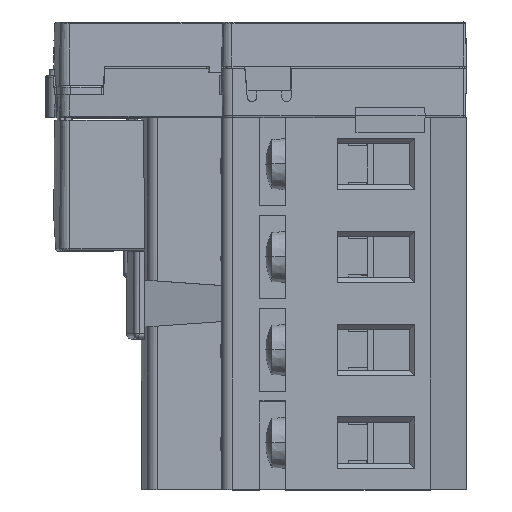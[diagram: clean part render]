
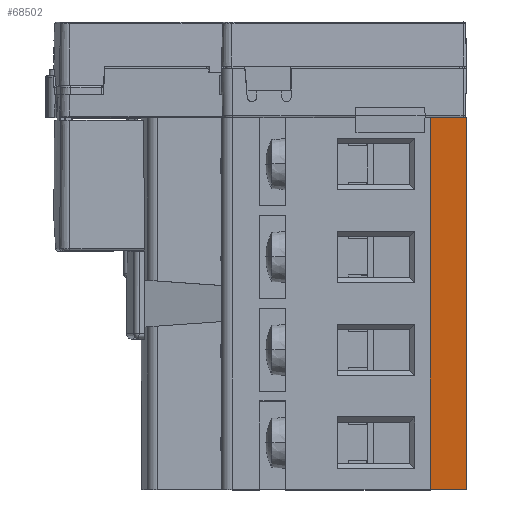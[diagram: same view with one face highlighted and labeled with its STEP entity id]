
A CAD part, top view. The second image highlights one B-rep face of the part: STEP entity #68502.
In plain terms, the highlighted planar face has unit normal (0.866, 0, 0.5).
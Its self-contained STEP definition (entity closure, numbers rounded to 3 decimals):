
#3052=DIRECTION('',(-0.5,0.,0.866));
#3053=VECTOR('',#3052,0.888);
#3054=CARTESIAN_POINT('',(38.4,0.,31.626));
#3055=LINE('',#3054,#3053);
#3329=DIRECTION('',(-0.5,0.,0.866));
#3330=VECTOR('',#3329,12.812);
#3331=CARTESIAN_POINT('',(37.956,0.,32.394));
#3332=LINE('',#3331,#3330);
#3395=DIRECTION('',(0.,1.,0.));
#3396=VECTOR('',#3395,72.);
#3397=CARTESIAN_POINT('',(31.4,-72.,43.75));
#3398=LINE('',#3397,#3396);
#3399=DIRECTION('',(0.,1.,0.));
#3400=VECTOR('',#3399,72.);
#3401=CARTESIAN_POINT('',(38.4,-72.,31.626));
#3402=LINE('',#3401,#3400);
#3448=DIRECTION('',(0.5,0.,-0.866));
#3449=VECTOR('',#3448,14.);
#3450=CARTESIAN_POINT('',(31.4,-72.,43.75));
#3451=LINE('',#3450,#3449);
#6956=DIRECTION('',(-0.5,0.,0.866));
#6957=VECTOR('',#6956,0.3);
#6958=CARTESIAN_POINT('',(31.55,0.,43.49));
#6959=LINE('',#6958,#6957);
#61248=CARTESIAN_POINT('',(38.4,0.,31.626));
#61249=VERTEX_POINT('',#61248);
#61298=CARTESIAN_POINT('',(31.4,-72.,43.75));
#61299=CARTESIAN_POINT('',(31.4,0.,43.75));
#61300=VERTEX_POINT('',#61298);
#61301=VERTEX_POINT('',#61299);
#61400=CARTESIAN_POINT('',(38.4,-72.,31.626));
#61401=VERTEX_POINT('',#61400);
#66531=CARTESIAN_POINT('',(37.956,0.,32.394));
#66532=CARTESIAN_POINT('',(31.55,0.,43.49));
#66533=VERTEX_POINT('',#66531);
#66534=VERTEX_POINT('',#66532);
#68485=CARTESIAN_POINT('',(31.4,-72.,43.75));
#68486=DIRECTION('',(0.866,0.,0.5));
#68487=DIRECTION('',(0.5,0.,-0.866));
#68488=AXIS2_PLACEMENT_3D('',#68485,#68486,#68487);
#68489=PLANE('',#68488);
#68490=ORIENTED_EDGE('',*,*,#68475,.F.);
#68491=ORIENTED_EDGE('',*,*,#68350,.F.);
#68493=ORIENTED_EDGE('',*,*,#68492,.F.);
#68495=ORIENTED_EDGE('',*,*,#68494,.F.);
#68497=ORIENTED_EDGE('',*,*,#68496,.T.);
#68499=ORIENTED_EDGE('',*,*,#68498,.F.);
#68500=EDGE_LOOP('',(#68490,#68491,#68493,#68495,#68497,#68499));
#68501=FACE_OUTER_BOUND('',#68500,.F.);
#68350=EDGE_CURVE('',#61249,#66533,#3055,.T.);
#68475=EDGE_CURVE('',#66533,#66534,#3332,.T.);
#68492=EDGE_CURVE('',#61401,#61249,#3402,.T.);
#68494=EDGE_CURVE('',#61300,#61401,#3451,.T.);
#68496=EDGE_CURVE('',#61300,#61301,#3398,.T.);
#68498=EDGE_CURVE('',#66534,#61301,#6959,.T.);
#68502=ADVANCED_FACE('',(#68501),#68489,.T.);
